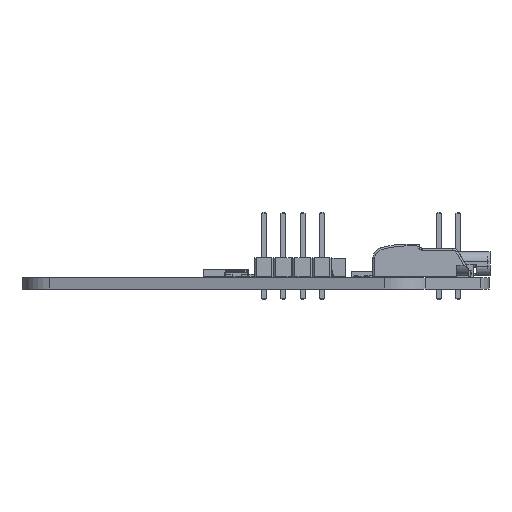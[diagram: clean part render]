
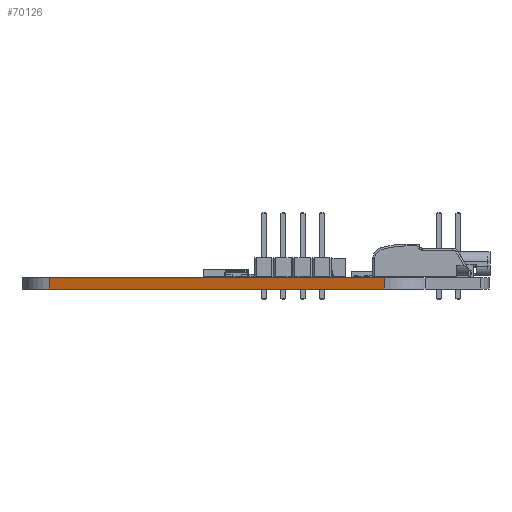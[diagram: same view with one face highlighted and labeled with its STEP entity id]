
A CAD part, left-side view. The second image highlights one B-rep face of the part: STEP entity #70126.
In plain terms, the highlighted planar face has unit normal (-0.954, 0.299, 0).
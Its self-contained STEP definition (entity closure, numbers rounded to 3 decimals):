
#68897 = VERTEX_POINT('',#68898);
#68898 = CARTESIAN_POINT('',(118.464,-64.284,0.));
#68905 = EDGE_CURVE('',#68906,#68897,#68908,.T.);
#68906 = VERTEX_POINT('',#68907);
#68907 = CARTESIAN_POINT('',(104.588,-108.575,0.));
#68908 = LINE('',#68909,#68910);
#68909 = CARTESIAN_POINT('',(104.588,-108.575,0.));
#68910 = VECTOR('',#68911,1.);
#68911 = DIRECTION('',(0.299,0.954,0.));
#69408 = VERTEX_POINT('',#69409);
#69409 = CARTESIAN_POINT('',(118.464,-64.284,1.51));
#69416 = EDGE_CURVE('',#69417,#69408,#69419,.T.);
#69417 = VERTEX_POINT('',#69418);
#69418 = CARTESIAN_POINT('',(104.588,-108.575,1.51));
#69419 = LINE('',#69420,#69421);
#69420 = CARTESIAN_POINT('',(104.588,-108.575,1.51));
#69421 = VECTOR('',#69422,1.);
#69422 = DIRECTION('',(0.299,0.954,0.));
#70096 = EDGE_CURVE('',#68897,#69408,#70097,.T.);
#70097 = LINE('',#70098,#70099);
#70098 = CARTESIAN_POINT('',(118.464,-64.284,0.));
#70099 = VECTOR('',#70100,1.);
#70100 = DIRECTION('',(0.,0.,1.));
#70126 = ADVANCED_FACE('',(#70127),#70138,.T.);
#70127 = FACE_BOUND('',#70128,.T.);
#70128 = EDGE_LOOP('',(#70129,#70135,#70136,#70137));
#70129 = ORIENTED_EDGE('',*,*,#70130,.T.);
#70130 = EDGE_CURVE('',#68906,#69417,#70131,.T.);
#70131 = LINE('',#70132,#70133);
#70132 = CARTESIAN_POINT('',(104.588,-108.575,0.));
#70133 = VECTOR('',#70134,1.);
#70134 = DIRECTION('',(0.,0.,1.));
#70135 = ORIENTED_EDGE('',*,*,#69416,.T.);
#70136 = ORIENTED_EDGE('',*,*,#70096,.F.);
#70137 = ORIENTED_EDGE('',*,*,#68905,.F.);
#70138 = PLANE('',#70139);
#70139 = AXIS2_PLACEMENT_3D('',#70140,#70141,#70142);
#70140 = CARTESIAN_POINT('',(104.588,-108.575,0.));
#70141 = DIRECTION('',(-0.954,0.299,0.));
#70142 = DIRECTION('',(0.299,0.954,0.));
